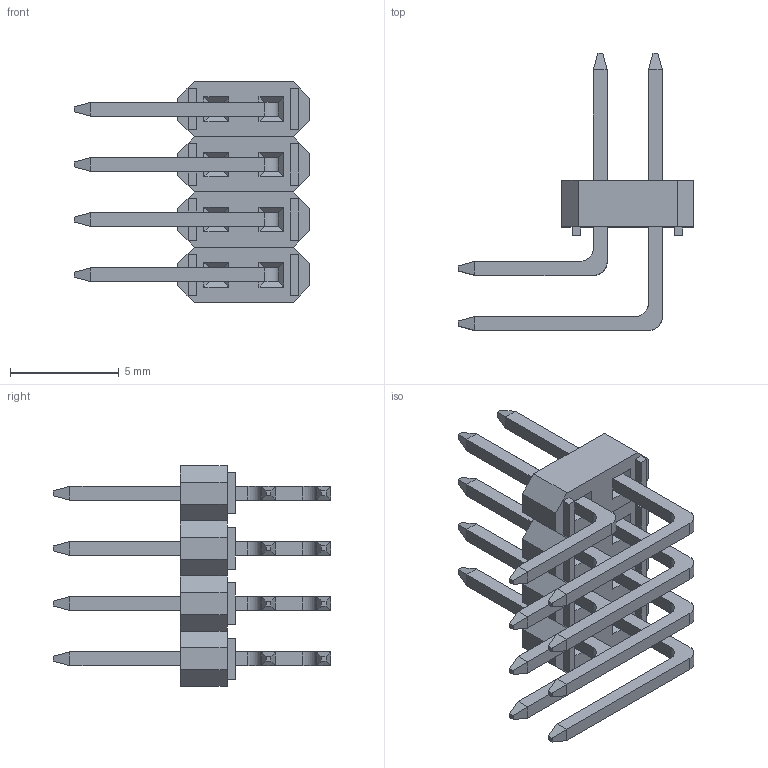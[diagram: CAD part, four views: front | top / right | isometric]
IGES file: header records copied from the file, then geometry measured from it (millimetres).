
Start section: SolidWorks IGES file using analytic representation for surfaces
Global section: file name: TSHR-104-D-04-A-F-LF.IGS; native system: SolidWorks 2017; preprocessor: SolidWorks 2017; author: gengland; date: 180423.132950; units: inch
Bounding box: 10.87 x 12.76 x 10.16 mm (x, y, z)
Surface area: 672.5 mm2 (no closed solid volume)
Topology: 0 solids, 0 shells, 288 faces, 1440 edges, 1440 vertices
Faces by surface type: bspline 272, revolution 16
